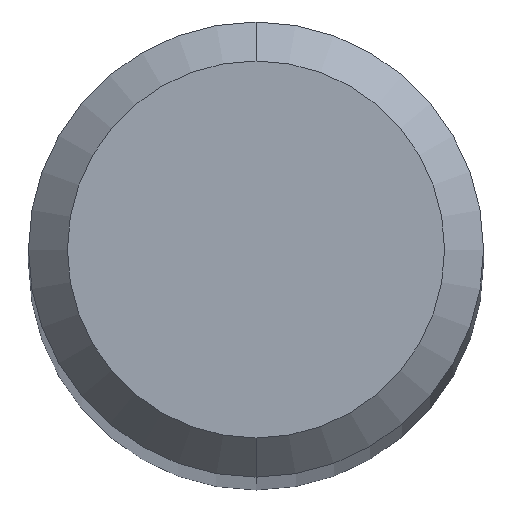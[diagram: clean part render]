
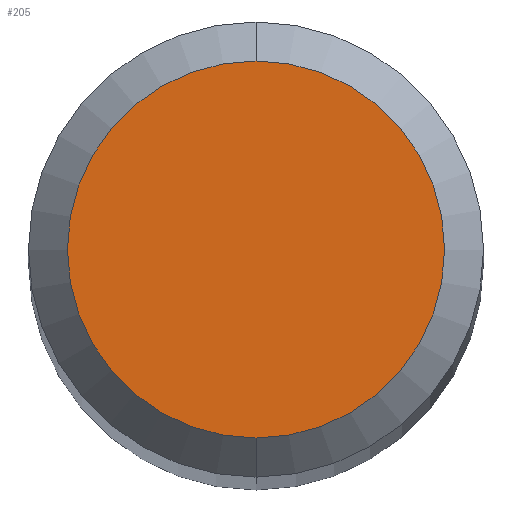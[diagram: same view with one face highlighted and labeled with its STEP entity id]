
A CAD part, top view. The second image highlights one B-rep face of the part: STEP entity #205.
In plain terms, the highlighted planar face has unit normal (0, 0, 1).
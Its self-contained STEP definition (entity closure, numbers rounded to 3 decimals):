
#157=VERTEX_POINT('',#392);
#169=EDGE_CURVE('',#157,#191,#405,.T.);
#191=VERTEX_POINT('',#431);
#205=ADVANCED_FACE('',(#448),#449,.T.);
#269=EDGE_CURVE('',#191,#157,#520,.T.);
#392=CARTESIAN_POINT('',(0.,-1.45,0.0));
#405=CIRCLE('',#663,1.45);
#431=CARTESIAN_POINT('',(0.0,1.45,0.0));
#448=FACE_OUTER_BOUND('',#714,.T.);
#449=PLANE('',#715);
#520=CIRCLE('',#808,1.45);
#663=AXIS2_PLACEMENT_3D('',#980,#981,#982);
#714=EDGE_LOOP('',(#1034,#1035));
#715=AXIS2_PLACEMENT_3D('',#1036,#1037,#1038);
#808=AXIS2_PLACEMENT_3D('',#1128,#1129,#1130);
#980=CARTESIAN_POINT('',(0.0,0.0,0.0));
#981=DIRECTION('',(0.0,0.0,-1.0));
#982=DIRECTION('',(0.0,1.0,0.0));
#1034=ORIENTED_EDGE('',*,*,#269,.F.);
#1035=ORIENTED_EDGE('',*,*,#169,.F.);
#1036=CARTESIAN_POINT('',(0.0,0.725,0.0));
#1037=DIRECTION('',(-0.0,0.0,1.0));
#1038=DIRECTION('',(0.0,-1.0,0.0));
#1128=CARTESIAN_POINT('',(0.0,0.0,0.0));
#1129=DIRECTION('',(0.0,0.0,-1.0));
#1130=DIRECTION('',(0.0,1.0,0.0));
